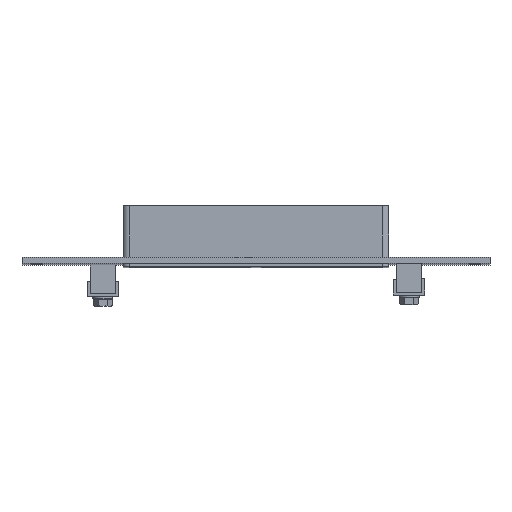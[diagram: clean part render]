
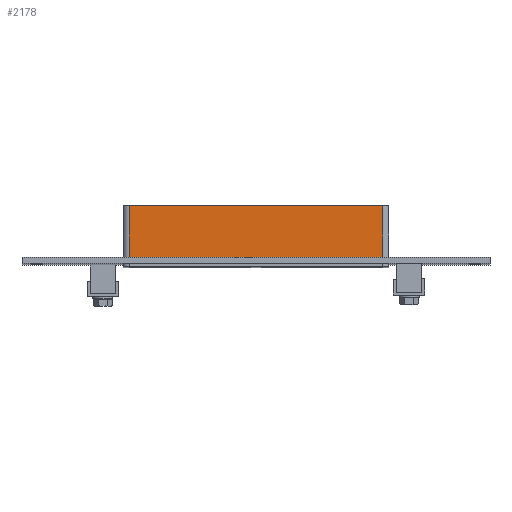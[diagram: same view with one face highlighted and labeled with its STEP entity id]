
A CAD part, top view. The second image highlights one B-rep face of the part: STEP entity #2178.
In plain terms, the highlighted planar face has unit normal (0, 0, 1).
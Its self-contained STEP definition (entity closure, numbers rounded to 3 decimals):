
#1137=CARTESIAN_POINT('',(-125.5,57.0,435.));
#1138=VERTEX_POINT('',#1137);
#1146=CARTESIAN_POINT('',(125.5,57.0,435.));
#1147=VERTEX_POINT('',#1146);
#1148=CARTESIAN_POINT('',(-125.5,57.0,435.));
#1149=DIRECTION('',(1.0,0.0,0.0));
#1150=VECTOR('',#1149,251.0);
#1151=LINE('',#1148,#1150);
#1152=EDGE_CURVE('',#1138,#1147,#1151,.T.);
#1506=CARTESIAN_POINT('',(-125.5,6.,435.));
#1507=VERTEX_POINT('',#1506);
#1557=CARTESIAN_POINT('',(125.5,6.,435.));
#1558=VERTEX_POINT('',#1557);
#1566=CARTESIAN_POINT('',(-125.5,6.,435.));
#1567=DIRECTION('',(1.0,0.0,0.0));
#1568=VECTOR('',#1567,251.0);
#1569=LINE('',#1566,#1568);
#1570=EDGE_CURVE('',#1507,#1558,#1569,.T.);
#2151=CARTESIAN_POINT('',(-125.5,6.,435.));
#2152=DIRECTION('',(0.0,1.0,0.0));
#2153=VECTOR('',#2152,51.0);
#2154=LINE('',#2151,#2153);
#2155=EDGE_CURVE('',#1507,#1138,#2154,.T.);
#2162=CARTESIAN_POINT('',(-131.5,0.0,435.));
#2163=DIRECTION('',(0.0,0.0,1.0));
#2164=DIRECTION('',(1.0,0.0,0.0));
#2165=AXIS2_PLACEMENT_3D('',#2162,#2163,#2164);
#2166=PLANE('',#2165);
#2167=ORIENTED_EDGE('',*,*,#1570,.T.);
#2168=CARTESIAN_POINT('',(125.5,57.0,435.));
#2169=DIRECTION('',(0.0,-1.0,0.0));
#2170=VECTOR('',#2169,51.0);
#2171=LINE('',#2168,#2170);
#2172=EDGE_CURVE('',#1147,#1558,#2171,.T.);
#2173=ORIENTED_EDGE('',*,*,#2172,.F.);
#2174=ORIENTED_EDGE('',*,*,#1152,.F.);
#2175=ORIENTED_EDGE('',*,*,#2155,.F.);
#2176=EDGE_LOOP('',(#2167,#2173,#2174,#2175));
#2177=FACE_OUTER_BOUND('',#2176,.T.);
#2178=ADVANCED_FACE('',(#2177),#2166,.T.);
